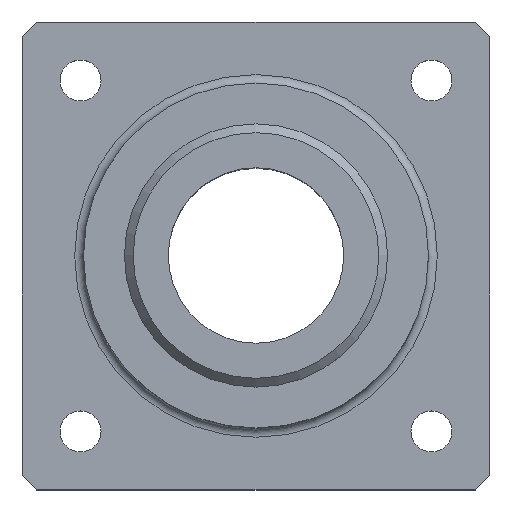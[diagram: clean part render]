
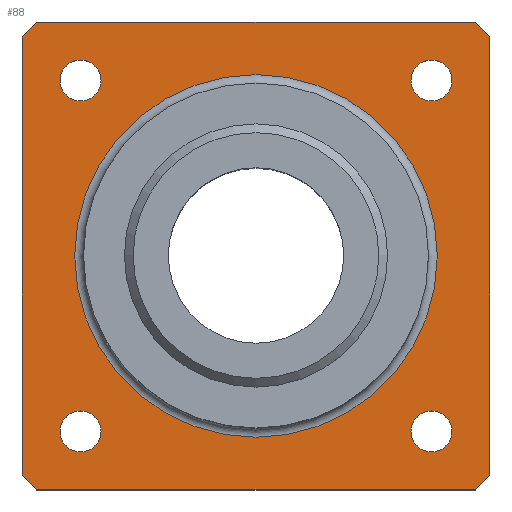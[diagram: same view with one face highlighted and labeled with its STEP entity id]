
A CAD part, top view. The second image highlights one B-rep face of the part: STEP entity #88.
In plain terms, the highlighted planar face has unit normal (0, 0, 1).
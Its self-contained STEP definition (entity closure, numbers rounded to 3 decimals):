
#88 = ADVANCED_FACE( '', ( #190, #191, #192, #193, #194, #195 ), #196, .T. );
#190 = FACE_OUTER_BOUND( '', #293, .T. );
#191 = FACE_BOUND( '', #294, .T. );
#192 = FACE_BOUND( '', #295, .T. );
#193 = FACE_BOUND( '', #296, .T. );
#194 = FACE_BOUND( '', #297, .T. );
#195 = FACE_BOUND( '', #298, .T. );
#196 = PLANE( '', #299 );
#293 = EDGE_LOOP( '', ( #458, #459, #460, #461, #462, #463, #464, #465 ) );
#294 = EDGE_LOOP( '', ( #466 ) );
#295 = EDGE_LOOP( '', ( #467 ) );
#296 = EDGE_LOOP( '', ( #468 ) );
#297 = EDGE_LOOP( '', ( #469 ) );
#298 = EDGE_LOOP( '', ( #470 ) );
#299 = AXIS2_PLACEMENT_3D( '', #471, #472, #473 );
#458 = ORIENTED_EDGE( '', *, *, #540, .T. );
#459 = ORIENTED_EDGE( '', *, *, #497, .T. );
#460 = ORIENTED_EDGE( '', *, *, #536, .T. );
#461 = ORIENTED_EDGE( '', *, *, #543, .T. );
#462 = ORIENTED_EDGE( '', *, *, #557, .T. );
#463 = ORIENTED_EDGE( '', *, *, #532, .T. );
#464 = ORIENTED_EDGE( '', *, *, #551, .T. );
#465 = ORIENTED_EDGE( '', *, *, #505, .T. );
#466 = ORIENTED_EDGE( '', *, *, #553, .F. );
#467 = ORIENTED_EDGE( '', *, *, #545, .F. );
#468 = ORIENTED_EDGE( '', *, *, #549, .F. );
#469 = ORIENTED_EDGE( '', *, *, #511, .F. );
#470 = ORIENTED_EDGE( '', *, *, #555, .T. );
#471 = CARTESIAN_POINT( '', ( 0., 0., 22. ) );
#472 = DIRECTION( '', ( 0., 0., 1. ) );
#473 = DIRECTION( '', ( 1., 0., 0. ) );
#497 = EDGE_CURVE( '', #567, #565, #568, .T. );
#505 = EDGE_CURVE( '', #581, #579, #582, .T. );
#511 = EDGE_CURVE( '', #590, #590, #591, .T. );
#532 = EDGE_CURVE( '', #625, #623, #626, .T. );
#536 = EDGE_CURVE( '', #565, #629, #631, .T. );
#540 = EDGE_CURVE( '', #579, #567, #636, .T. );
#543 = EDGE_CURVE( '', #629, #638, #640, .T. );
#545 = EDGE_CURVE( '', #642, #642, #643, .T. );
#549 = EDGE_CURVE( '', #648, #648, #649, .T. );
#551 = EDGE_CURVE( '', #623, #581, #651, .T. );
#553 = EDGE_CURVE( '', #653, #653, #654, .T. );
#555 = EDGE_CURVE( '', #656, #656, #657, .T. );
#557 = EDGE_CURVE( '', #638, #625, #659, .T. );
#565 = VERTEX_POINT( '', #668 );
#567 = VERTEX_POINT( '', #671 );
#568 = LINE( '', #672, #673 );
#579 = VERTEX_POINT( '', #686 );
#581 = VERTEX_POINT( '', #689 );
#582 = LINE( '', #690, #691 );
#590 = VERTEX_POINT( '', #700 );
#591 = CIRCLE( '', #701, 7. );
#623 = VERTEX_POINT( '', #739 );
#625 = VERTEX_POINT( '', #742 );
#626 = LINE( '', #743, #744 );
#629 = VERTEX_POINT( '', #748 );
#631 = LINE( '', #751, #752 );
#636 = LINE( '', #757, #758 );
#638 = VERTEX_POINT( '', #760 );
#640 = LINE( '', #763, #764 );
#642 = VERTEX_POINT( '', #766 );
#643 = CIRCLE( '', #767, 7. );
#648 = VERTEX_POINT( '', #772 );
#649 = CIRCLE( '', #773, 7. );
#651 = LINE( '', #775, #776 );
#653 = VERTEX_POINT( '', #778 );
#654 = CIRCLE( '', #779, 7. );
#656 = VERTEX_POINT( '', #781 );
#657 = CIRCLE( '', #782, 62. );
#659 = LINE( '', #784, #785 );
#668 = CARTESIAN_POINT( '', ( -80., 5., 22. ) );
#671 = CARTESIAN_POINT( '', ( -80., 155., 22. ) );
#672 = CARTESIAN_POINT( '', ( -80., 155., 22. ) );
#673 = VECTOR( '', #791, 1000. );
#686 = CARTESIAN_POINT( '', ( -75., 160., 22. ) );
#689 = CARTESIAN_POINT( '', ( 75., 160., 22. ) );
#690 = CARTESIAN_POINT( '', ( 75., 160., 22. ) );
#691 = VECTOR( '', #801, 1000. );
#700 = CARTESIAN_POINT( '', ( -53., 20., 22. ) );
#701 = AXIS2_PLACEMENT_3D( '', #809, #810, #811 );
#739 = CARTESIAN_POINT( '', ( 80., 155., 22. ) );
#742 = CARTESIAN_POINT( '', ( 80., 5., 22. ) );
#743 = CARTESIAN_POINT( '', ( 80., 5., 22. ) );
#744 = VECTOR( '', #843, 1000. );
#748 = CARTESIAN_POINT( '', ( -75., 0., 22. ) );
#751 = CARTESIAN_POINT( '', ( -80., 5., 22. ) );
#752 = VECTOR( '', #846, 1000. );
#757 = CARTESIAN_POINT( '', ( -75., 160., 22. ) );
#758 = VECTOR( '', #850, 1000. );
#760 = CARTESIAN_POINT( '', ( 75., 0., 22. ) );
#763 = CARTESIAN_POINT( '', ( -75., 0., 22. ) );
#764 = VECTOR( '', #852, 1000. );
#766 = CARTESIAN_POINT( '', ( 67., 20., 22. ) );
#767 = AXIS2_PLACEMENT_3D( '', #853, #854, #855 );
#772 = CARTESIAN_POINT( '', ( -53., 140., 22. ) );
#773 = AXIS2_PLACEMENT_3D( '', #859, #860, #861 );
#775 = CARTESIAN_POINT( '', ( 80., 155., 22. ) );
#776 = VECTOR( '', #862, 1000. );
#778 = CARTESIAN_POINT( '', ( 67., 140., 22. ) );
#779 = AXIS2_PLACEMENT_3D( '', #863, #864, #865 );
#781 = CARTESIAN_POINT( '', ( -62., 80., 22. ) );
#782 = AXIS2_PLACEMENT_3D( '', #866, #867, #868 );
#784 = CARTESIAN_POINT( '', ( 75., 0., 22. ) );
#785 = VECTOR( '', #869, 1000. );
#791 = DIRECTION( '', ( 0., -1., 0. ) );
#801 = DIRECTION( '', ( -1., 0., 0. ) );
#809 = CARTESIAN_POINT( '', ( -60., 20., 22. ) );
#810 = DIRECTION( '', ( 0., 0., 1. ) );
#811 = DIRECTION( '', ( 1., 0., 0. ) );
#843 = DIRECTION( '', ( 0., 1., 0. ) );
#846 = DIRECTION( '', ( 0.707, -0.707, 0. ) );
#850 = DIRECTION( '', ( -0.707, -0.707, 0. ) );
#852 = DIRECTION( '', ( 1., 0., 0. ) );
#853 = CARTESIAN_POINT( '', ( 60., 20., 22. ) );
#854 = DIRECTION( '', ( 0., 0., 1. ) );
#855 = DIRECTION( '', ( 1., 0., 0. ) );
#859 = CARTESIAN_POINT( '', ( -60., 140., 22. ) );
#860 = DIRECTION( '', ( 0., 0., 1. ) );
#861 = DIRECTION( '', ( 1., 0., 0. ) );
#862 = DIRECTION( '', ( -0.707, 0.707, 0. ) );
#863 = CARTESIAN_POINT( '', ( 60., 140., 22. ) );
#864 = DIRECTION( '', ( 0., 0., 1. ) );
#865 = DIRECTION( '', ( 1., 0., 0. ) );
#866 = CARTESIAN_POINT( '', ( 0., 80., 22. ) );
#867 = DIRECTION( '', ( 0., 0., -1. ) );
#868 = DIRECTION( '', ( -1., 0., 0. ) );
#869 = DIRECTION( '', ( 0.707, 0.707, 0. ) );
